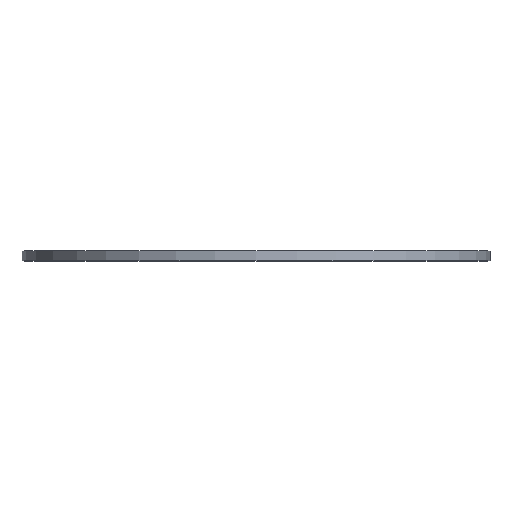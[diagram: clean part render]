
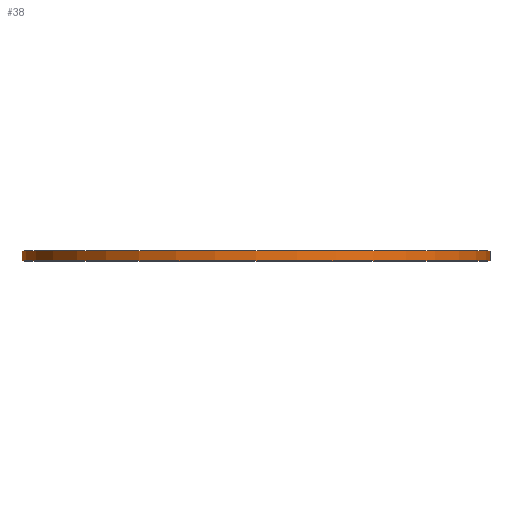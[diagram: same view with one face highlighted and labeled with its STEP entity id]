
A CAD part, top view. The second image highlights one B-rep face of the part: STEP entity #38.
In plain terms, the highlighted cylindrical face has radius 40 mm (diameter 80 mm), a partial arc.
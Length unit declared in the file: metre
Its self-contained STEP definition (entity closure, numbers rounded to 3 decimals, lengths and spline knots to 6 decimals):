
#38 = ADVANCED_FACE ( 'NONE', ( #401 ), #389, .T. ) ;
#40 = ORIENTED_EDGE ( 'NONE', *, *, #397, .T. ) ;
#57 = DIRECTION ( 'NONE',  ( 0., 1., 0. ) ) ;
#67 = CARTESIAN_POINT ( 'NONE',  ( 0.04, 0., 0. ) ) ;
#118 = DIRECTION ( 'NONE',  ( 0., 1., 0. ) ) ;
#131 = ORIENTED_EDGE ( 'NONE', *, *, #1022, .T. ) ;
#148 = CARTESIAN_POINT ( 'NONE',  ( 0., 0., 0. ) ) ;
#149 = AXIS2_PLACEMENT_3D ( 'NONE', #1062, #57, #1042 ) ;
#292 = EDGE_LOOP ( 'NONE', ( #40, #131, #828, #654 ) ) ;
#305 = EDGE_CURVE ( 'NONE', #967, #381, #603, .T. ) ;
#306 = AXIS2_PLACEMENT_3D ( 'NONE', #533, #1014, #868 ) ;
#313 = CARTESIAN_POINT ( 'NONE',  ( 0.04, 0.0017, 0. ) ) ;
#350 = VERTEX_POINT ( 'NONE', #515 ) ;
#360 = CIRCLE ( 'NONE', #889, 0.04 ) ;
#377 = VECTOR ( 'NONE', #118, 1. ) ;
#381 = VERTEX_POINT ( 'NONE', #313 ) ;
#389 = CYLINDRICAL_SURFACE ( 'NONE', #149, 0.04 ) ;
#397 = EDGE_CURVE ( 'NONE', #350, #539, #360, .T. ) ;
#401 = FACE_OUTER_BOUND ( 'NONE', #292, .T. ) ;
#479 = DIRECTION ( 'NONE',  ( -1., 0., 0. ) ) ;
#488 = VECTOR ( 'NONE', #884, 1. ) ;
#513 = CARTESIAN_POINT ( 'NONE',  ( -0.04, 0., 0. ) ) ;
#515 = CARTESIAN_POINT ( 'NONE',  ( -0.04, 0., 0. ) ) ;
#518 = LINE ( 'NONE', #513, #377 ) ;
#533 = CARTESIAN_POINT ( 'NONE',  ( 0., 0.0017, 0. ) ) ;
#539 = VERTEX_POINT ( 'NONE', #67 ) ;
#573 = LINE ( 'NONE', #899, #488 ) ;
#603 = CIRCLE ( 'NONE', #306, 0.04 ) ;
#654 = ORIENTED_EDGE ( 'NONE', *, *, #748, .F. ) ;
#658 = CARTESIAN_POINT ( 'NONE',  ( -0.04, 0.0017, 0. ) ) ;
#748 = EDGE_CURVE ( 'NONE', #350, #967, #518, .T. ) ;
#828 = ORIENTED_EDGE ( 'NONE', *, *, #305, .F. ) ;
#868 = DIRECTION ( 'NONE',  ( -1., 0., 0. ) ) ;
#884 = DIRECTION ( 'NONE',  ( 0., 1., 0. ) ) ;
#889 = AXIS2_PLACEMENT_3D ( 'NONE', #148, #953, #479 ) ;
#899 = CARTESIAN_POINT ( 'NONE',  ( 0.04, 0., 0. ) ) ;
#953 = DIRECTION ( 'NONE',  ( 0., 1., 0. ) ) ;
#967 = VERTEX_POINT ( 'NONE', #658 ) ;
#1014 = DIRECTION ( 'NONE',  ( 0., 1., 0. ) ) ;
#1022 = EDGE_CURVE ( 'NONE', #539, #381, #573, .T. ) ;
#1042 = DIRECTION ( 'NONE',  ( -1., 0., 0. ) ) ;
#1062 = CARTESIAN_POINT ( 'NONE',  ( 0., 0., 0. ) ) ;
